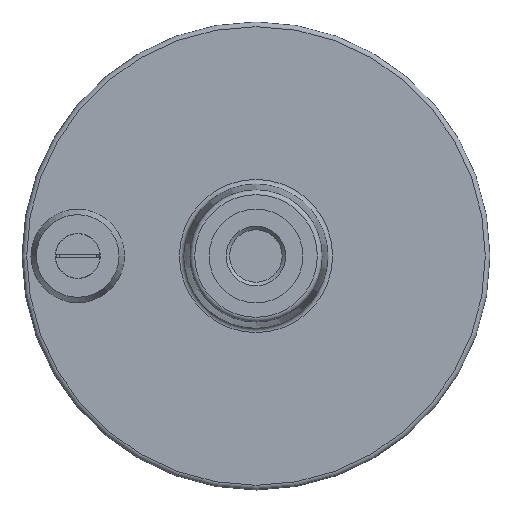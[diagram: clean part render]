
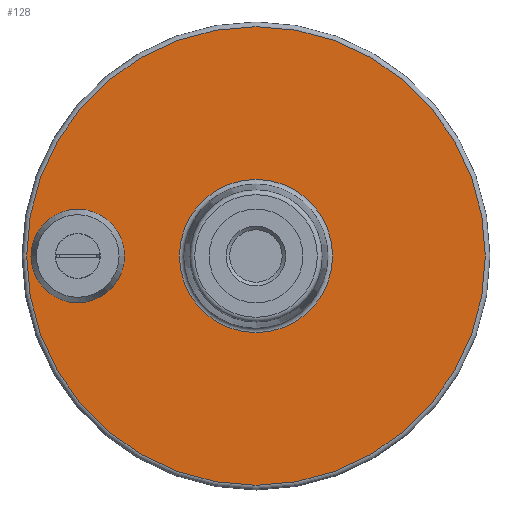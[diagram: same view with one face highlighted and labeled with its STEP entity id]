
A CAD part, front view. The second image highlights one B-rep face of the part: STEP entity #128.
In plain terms, the highlighted planar face has unit normal (0, -1, 0).
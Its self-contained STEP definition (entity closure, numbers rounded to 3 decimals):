
#128 = ADVANCED_FACE( '', ( #310, #311, #312 ), #313, .F. );
#310 = FACE_OUTER_BOUND( '', #568, .T. );
#311 = FACE_BOUND( '', #569, .T. );
#312 = FACE_BOUND( '', #570, .T. );
#313 = PLANE( '', #571 );
#568 = EDGE_LOOP( '', ( #897 ) );
#569 = EDGE_LOOP( '', ( #898 ) );
#570 = EDGE_LOOP( '', ( #899 ) );
#571 = AXIS2_PLACEMENT_3D( '', #900, #901, #902 );
#897 = ORIENTED_EDGE( '', *, *, #1324, .F. );
#898 = ORIENTED_EDGE( '', *, *, #1400, .F. );
#899 = ORIENTED_EDGE( '', *, *, #1401, .T. );
#900 = CARTESIAN_POINT( '', ( 27.091, -3.5, 0. ) );
#901 = DIRECTION( '', ( 0., 1., 0. ) );
#902 = DIRECTION( '', ( 0., 0., 1. ) );
#1324 = EDGE_CURVE( '', #1536, #1536, #1537, .T. );
#1400 = EDGE_CURVE( '', #1669, #1669, #1670, .F. );
#1401 = EDGE_CURVE( '', #1671, #1671, #1672, .T. );
#1536 = VERTEX_POINT( '', #1846 );
#1537 = CIRCLE( '', #1847, 61.104 );
#1669 = VERTEX_POINT( '', #2147 );
#1670 = CIRCLE( '', #2148, 12.456 );
#1671 = VERTEX_POINT( '', #2149 );
#1672 = CIRCLE( '', #2150, 20.409 );
#1846 = CARTESIAN_POINT( '', ( 47.5, -3.5, 61.104 ) );
#1847 = AXIS2_PLACEMENT_3D( '', #2654, #2655, #2656 );
#2147 = CARTESIAN_POINT( '', ( 0., -3.5, 12.456 ) );
#2148 = AXIS2_PLACEMENT_3D( '', #2752, #2753, #2754 );
#2149 = CARTESIAN_POINT( '', ( 47.5, -3.5, 20.409 ) );
#2150 = AXIS2_PLACEMENT_3D( '', #2755, #2756, #2757 );
#2654 = CARTESIAN_POINT( '', ( 47.5, -3.5, 0. ) );
#2655 = DIRECTION( '', ( 0., 1., 0. ) );
#2656 = DIRECTION( '', ( 0., 0., 1. ) );
#2752 = CARTESIAN_POINT( '', ( 0., -3.5, 0. ) );
#2753 = DIRECTION( '', ( 0., 1., 0. ) );
#2754 = DIRECTION( '', ( 0., 0., 1. ) );
#2755 = CARTESIAN_POINT( '', ( 47.5, -3.5, 0. ) );
#2756 = DIRECTION( '', ( 0., 1., 0. ) );
#2757 = DIRECTION( '', ( 0., 0., 1. ) );
